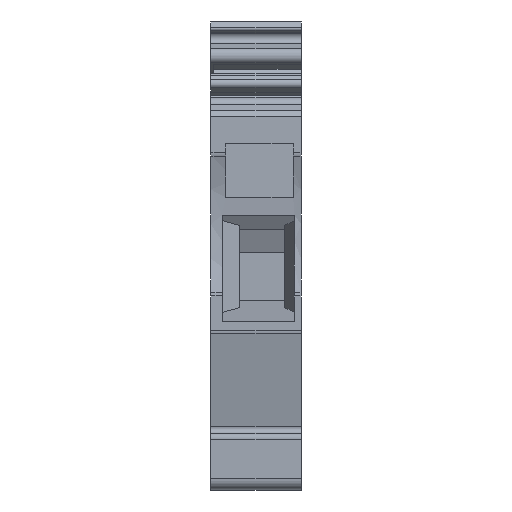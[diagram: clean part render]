
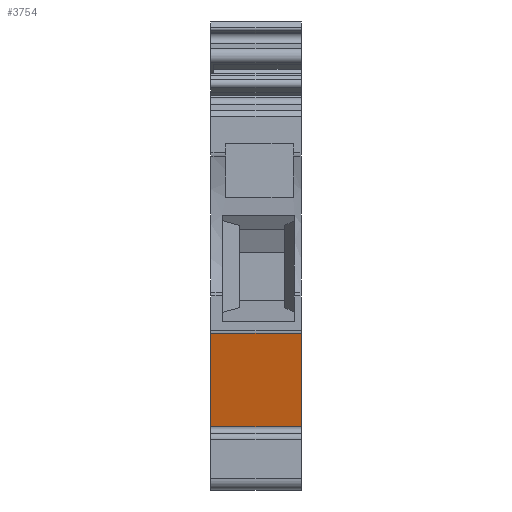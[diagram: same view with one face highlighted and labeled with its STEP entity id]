
A CAD part, left-side view. The second image highlights one B-rep face of the part: STEP entity #3754.
In plain terms, the highlighted planar face has unit normal (-0.975, 0, -0.222).
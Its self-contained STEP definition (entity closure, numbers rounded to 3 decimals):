
#56=PLANE('',#4059);
#200=LINE('',#5366,#658);
#243=LINE('',#5482,#701);
#362=LINE('',#5831,#820);
#417=LINE('',#5968,#875);
#658=VECTOR('',#4290,1000.);
#701=VECTOR('',#4375,1000.);
#820=VECTOR('',#4618,1000.);
#875=VECTOR('',#4773,1000.);
#1572=ORIENTED_EDGE('',*,*,#2259,.T.);
#1573=ORIENTED_EDGE('',*,*,#2491,.T.);
#1574=ORIENTED_EDGE('',*,*,#2560,.T.);
#1575=ORIENTED_EDGE('',*,*,#2315,.T.);
#2259=EDGE_CURVE('',#2817,#2816,#200,.F.);
#2315=EDGE_CURVE('',#2869,#2817,#243,.T.);
#2491=EDGE_CURVE('',#2816,#3036,#362,.T.);
#2560=EDGE_CURVE('',#3036,#2869,#417,.F.);
#2816=VERTEX_POINT('',#5365);
#2817=VERTEX_POINT('',#5367);
#2869=VERTEX_POINT('',#5483);
#3036=VERTEX_POINT('',#5830);
#3314=EDGE_LOOP('',(#1572,#1573,#1574,#1575));
#3510=FACE_BOUND('',#3314,.T.);
#3754=ADVANCED_FACE('',(#3510),#56,.T.);
#4059=AXIS2_PLACEMENT_3D('',#5967,#4771,#4772);
#4290=DIRECTION('',(0.,1.,0.));
#4375=DIRECTION('',(0.222,0.,-0.975));
#4618=DIRECTION('',(-0.222,0.,0.975));
#4771=DIRECTION('',(-0.975,0.,-0.222));
#4772=DIRECTION('',(-0.222,0.,0.975));
#4773=DIRECTION('',(0.,-1.,0.));
#5365=CARTESIAN_POINT('',(-21.337,0.,1.111));
#5366=CARTESIAN_POINT('',(-21.337,7.,1.111));
#5367=CARTESIAN_POINT('',(-21.337,8.,1.111));
#5482=CARTESIAN_POINT('',(-20.4,8.,-3.));
#5483=CARTESIAN_POINT('',(-23.225,8.,9.39));
#5830=CARTESIAN_POINT('',(-23.225,0.,9.39));
#5831=CARTESIAN_POINT('',(-20.4,0.,-3.));
#5967=CARTESIAN_POINT('',(-20.4,62.837,-3.));
#5968=CARTESIAN_POINT('',(-23.225,62.837,9.39));
